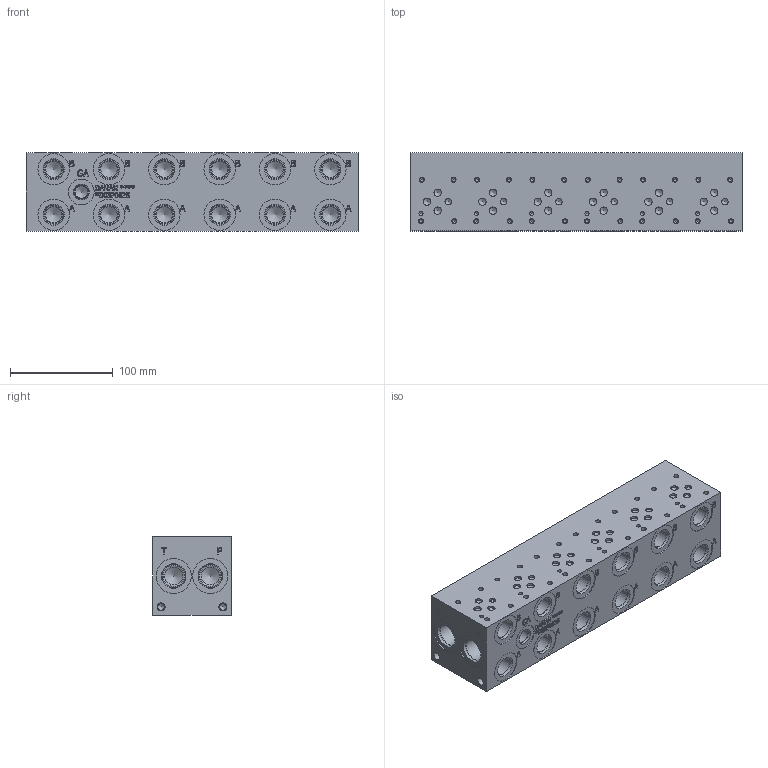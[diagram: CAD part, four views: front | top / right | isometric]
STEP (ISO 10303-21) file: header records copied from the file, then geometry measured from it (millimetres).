
FILE_DESCRIPTION(/* description */ (''),/* implementation_level */ '2;1');
FILE_NAME(/* name */ '_D03P062S.stp',/* time_stamp */ '2022-01-20T11:54:17-05:00',/* author */ ('jrf'),/* organization */ (''),/* preprocessor_version */ 'ST-DEVELOPER v18.1',/* originating_system */ 'Autodesk Inventor 2022',/* authorisation */ '');
FILE_SCHEMA (('AUTOMOTIVE_DESIGN { 1 0 10303 214 3 1 1 }'));
Length unit declared in the file: millimetre
Products named in the file (1): Part_AD03P062S_3D
Bounding box: 323.85 x 76.2 x 76.2 mm (x, y, z)
Volume: 1740790.7 mm3; surface area: 144659.5 mm2
Topology: 1 solids, 1 shells, 1008 faces, 2477 edges, 1598 vertices
Faces by surface type: plane 484, bspline 227, cylinder 171, cone 126
Full cylindrical faces by diameter (mm): 3.785 x24, 3.962 x6, 4.826 x24, 6.35 x6, 6.528 x4, 7.137 x18, 7.925 x4, 12.294 x1, 12.9 x1, 14.275 x1, 14.529 x1, 15.875 x12, 17.475 x4, 17.501 x12, 19.05 x12, 19.253 x12, 20.447 x4, 22.23 x4, 22.555 x4, 25.019 x1, 30.632 x12, 34.138 x4
Entity records: 30867 total; most frequent: CARTESIAN_POINT 7960, ORIENTED_EDGE 4804, DIRECTION 3871, EDGE_CURVE 2402, VERTEX_POINT 1598, LINE 1589, VECTOR 1589, EDGE_LOOP 1210
